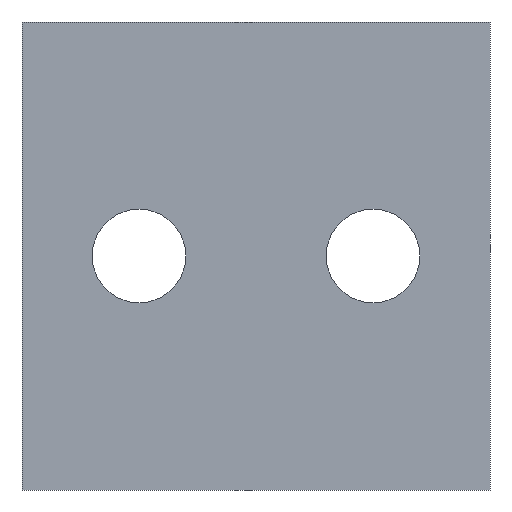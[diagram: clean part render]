
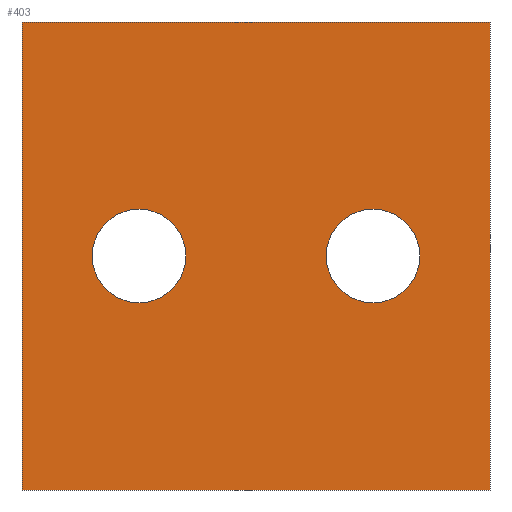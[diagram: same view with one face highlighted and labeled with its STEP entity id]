
A CAD part, front view. The second image highlights one B-rep face of the part: STEP entity #403.
In plain terms, the highlighted planar face has unit normal (0, -1, 0).
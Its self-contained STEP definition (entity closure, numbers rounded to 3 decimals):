
#1 = VERTEX_POINT ( 'NONE', #314 ) ;
#12 = EDGE_LOOP ( 'NONE', ( #72, #103 ) ) ;
#17 = CARTESIAN_POINT ( 'NONE',  ( 8., 0., 0. ) ) ;
#37 = EDGE_CURVE ( 'NONE', #1, #335, #222, .T. ) ;
#41 = DIRECTION ( 'NONE',  ( -1., 0., 0. ) ) ;
#45 = CARTESIAN_POINT ( 'NONE',  ( -16., 0., 16. ) ) ;
#56 = AXIS2_PLACEMENT_3D ( 'NONE', #96, #200, #327 ) ;
#59 = VECTOR ( 'NONE', #276, 1000. ) ;
#61 = VERTEX_POINT ( 'NONE', #408 ) ;
#64 = DIRECTION ( 'NONE',  ( 0., -1., 0. ) ) ;
#72 = ORIENTED_EDGE ( 'NONE', *, *, #390, .F. ) ;
#73 = EDGE_CURVE ( 'NONE', #112, #1, #106, .T. ) ;
#75 = CARTESIAN_POINT ( 'NONE',  ( 16., 0., 16. ) ) ;
#80 = CIRCLE ( 'NONE', #330, 3.2 ) ;
#95 = EDGE_CURVE ( 'NONE', #335, #206, #415, .T. ) ;
#96 = CARTESIAN_POINT ( 'NONE',  ( 8., 0., 0. ) ) ;
#99 = EDGE_LOOP ( 'NONE', ( #150, #239 ) ) ;
#103 = ORIENTED_EDGE ( 'NONE', *, *, #128, .F. ) ;
#106 = LINE ( 'NONE', #75, #174 ) ;
#107 = EDGE_CURVE ( 'NONE', #61, #362, #238, .T. ) ;
#109 = CARTESIAN_POINT ( 'NONE',  ( -16., 0., -16. ) ) ;
#112 = VERTEX_POINT ( 'NONE', #118 ) ;
#118 = CARTESIAN_POINT ( 'NONE',  ( 16., 0., 16. ) ) ;
#120 = CARTESIAN_POINT ( 'NONE',  ( -8., 0., 0. ) ) ;
#128 = EDGE_CURVE ( 'NONE', #240, #394, #198, .T. ) ;
#146 = CARTESIAN_POINT ( 'NONE',  ( -8., 0., 0. ) ) ;
#150 = ORIENTED_EDGE ( 'NONE', *, *, #429, .F. ) ;
#159 = CARTESIAN_POINT ( 'NONE',  ( -8., 0., 3.2 ) ) ;
#174 = VECTOR ( 'NONE', #243, 1000. ) ;
#180 = LINE ( 'NONE', #183, #59 ) ;
#183 = CARTESIAN_POINT ( 'NONE',  ( -16., 0., 16. ) ) ;
#193 = DIRECTION ( 'NONE',  ( 0., 0., -1. ) ) ;
#198 = CIRCLE ( 'NONE', #210, 3.2 ) ;
#200 = DIRECTION ( 'NONE',  ( 0., -1., 0. ) ) ;
#206 = VERTEX_POINT ( 'NONE', #304 ) ;
#210 = AXIS2_PLACEMENT_3D ( 'NONE', #146, #64, #277 ) ;
#222 = LINE ( 'NONE', #411, #412 ) ;
#224 = DIRECTION ( 'NONE',  ( 0., 0., 1. ) ) ;
#236 = ORIENTED_EDGE ( 'NONE', *, *, #37, .F. ) ;
#238 = CIRCLE ( 'NONE', #405, 3.2 ) ;
#239 = ORIENTED_EDGE ( 'NONE', *, *, #107, .F. ) ;
#240 = VERTEX_POINT ( 'NONE', #384 ) ;
#243 = DIRECTION ( 'NONE',  ( 0., 0., -1. ) ) ;
#260 = FACE_BOUND ( 'NONE', #99, .T. ) ;
#264 = FACE_BOUND ( 'NONE', #12, .T. ) ;
#265 = AXIS2_PLACEMENT_3D ( 'NONE', #363, #397, #331 ) ;
#276 = DIRECTION ( 'NONE',  ( 1., 0., 0. ) ) ;
#277 = DIRECTION ( 'NONE',  ( 0., 0., -1. ) ) ;
#285 = ORIENTED_EDGE ( 'NONE', *, *, #95, .F. ) ;
#292 = CARTESIAN_POINT ( 'NONE',  ( 8., 0., 3.2 ) ) ;
#304 = CARTESIAN_POINT ( 'NONE',  ( -16., 0., 16. ) ) ;
#314 = CARTESIAN_POINT ( 'NONE',  ( 16., 0., -16. ) ) ;
#320 = EDGE_CURVE ( 'NONE', #206, #112, #180, .T. ) ;
#327 = DIRECTION ( 'NONE',  ( 0., 0., -1. ) ) ;
#330 = AXIS2_PLACEMENT_3D ( 'NONE', #120, #392, #193 ) ;
#331 = DIRECTION ( 'NONE',  ( 0., 0., -1. ) ) ;
#335 = VERTEX_POINT ( 'NONE', #109 ) ;
#338 = ORIENTED_EDGE ( 'NONE', *, *, #320, .F. ) ;
#357 = DIRECTION ( 'NONE',  ( 0., 0., -1. ) ) ;
#362 = VERTEX_POINT ( 'NONE', #292 ) ;
#363 = CARTESIAN_POINT ( 'NONE',  ( 0., 0., 0. ) ) ;
#365 = VECTOR ( 'NONE', #224, 1000. ) ;
#367 = ORIENTED_EDGE ( 'NONE', *, *, #73, .F. ) ;
#377 = CIRCLE ( 'NONE', #56, 3.2 ) ;
#384 = CARTESIAN_POINT ( 'NONE',  ( -8., 0., -3.2 ) ) ;
#390 = EDGE_CURVE ( 'NONE', #394, #240, #80, .T. ) ;
#392 = DIRECTION ( 'NONE',  ( 0., -1., 0. ) ) ;
#394 = VERTEX_POINT ( 'NONE', #159 ) ;
#397 = DIRECTION ( 'NONE',  ( 0., -1., 0. ) ) ;
#401 = EDGE_LOOP ( 'NONE', ( #367, #338, #285, #236 ) ) ;
#403 = ADVANCED_FACE ( 'NONE', ( #260, #264, #426 ), #428, .T. ) ;
#405 = AXIS2_PLACEMENT_3D ( 'NONE', #17, #422, #357 ) ;
#408 = CARTESIAN_POINT ( 'NONE',  ( 8., 0., -3.2 ) ) ;
#411 = CARTESIAN_POINT ( 'NONE',  ( -16., 0., -16. ) ) ;
#412 = VECTOR ( 'NONE', #41, 1000. ) ;
#415 = LINE ( 'NONE', #45, #365 ) ;
#422 = DIRECTION ( 'NONE',  ( 0., -1., 0. ) ) ;
#426 = FACE_OUTER_BOUND ( 'NONE', #401, .T. ) ;
#428 = PLANE ( 'NONE',  #265 ) ;
#429 = EDGE_CURVE ( 'NONE', #362, #61, #377, .T. ) ;
